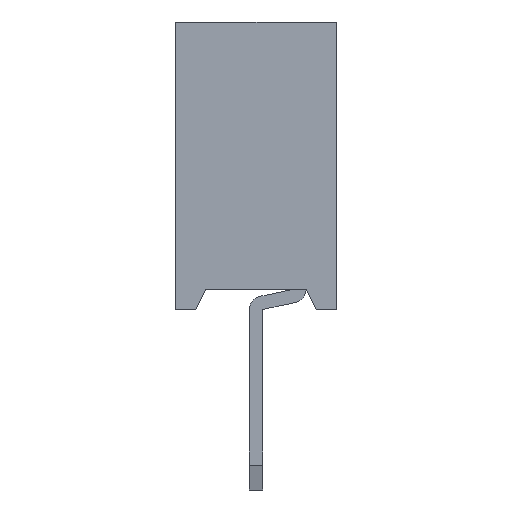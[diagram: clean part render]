
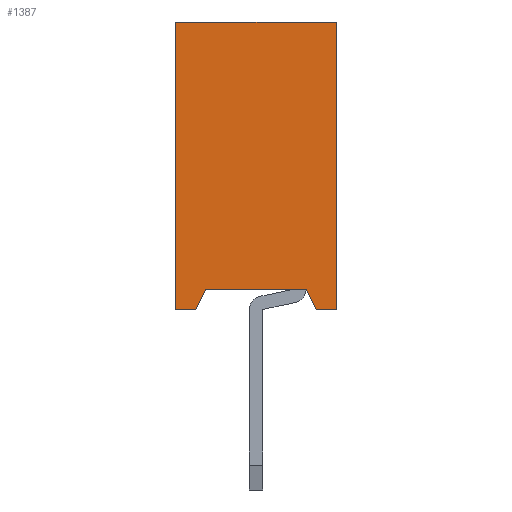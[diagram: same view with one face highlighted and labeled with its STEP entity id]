
A CAD part, left-side view. The second image highlights one B-rep face of the part: STEP entity #1387.
In plain terms, the highlighted planar face has unit normal (-1, 0, 0).
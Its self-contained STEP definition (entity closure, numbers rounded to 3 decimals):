
#1387=ADVANCED_FACE('',(#9422),#9424,.T.);
#9422=FACE_BOUND('',#9423,.T.);
#9423=EDGE_LOOP('',(#15443,#15444,#15445,#15446,#15447,#15448,#15449,#15450));
#9424=PLANE('',#9425);
#9425=AXIS2_PLACEMENT_3D('',#9426,#9427,#9428);
#9426=CARTESIAN_POINT('',(-1.,1.2,0.));
#9427=DIRECTION('',(-1.,0.,0.));
#9428=DIRECTION('',(0.,-1.,0.));
#15443=ORIENTED_EDGE('',*,*,#20018,.T.);
#15444=ORIENTED_EDGE('',*,*,#19783,.T.);
#15445=ORIENTED_EDGE('',*,*,#20019,.T.);
#15446=ORIENTED_EDGE('',*,*,#20020,.T.);
#15447=ORIENTED_EDGE('',*,*,#20021,.T.);
#15448=ORIENTED_EDGE('',*,*,#20022,.F.);
#15449=ORIENTED_EDGE('',*,*,#20023,.F.);
#15450=ORIENTED_EDGE('',*,*,#19991,.T.);
#19783=EDGE_CURVE('',#22247,#22245,#22248,.T.);
#19991=EDGE_CURVE('',#22647,#22645,#22648,.T.);
#20018=EDGE_CURVE('',#22645,#22247,#22681,.F.);
#20019=EDGE_CURVE('',#22245,#22682,#22683,.F.);
#20020=EDGE_CURVE('',#22682,#22684,#22685,.T.);
#20021=EDGE_CURVE('',#22684,#22686,#22687,.T.);
#20022=EDGE_CURVE('',#22688,#22686,#22689,.T.);
#20023=EDGE_CURVE('',#22647,#22688,#22690,.T.);
#22245=VERTEX_POINT('',#26358);
#22247=VERTEX_POINT('',#26362);
#22248=LINE('',#26363,#26364);
#22645=VERTEX_POINT('',#27174);
#22647=VERTEX_POINT('',#27178);
#22648=LINE('',#27179,#27180);
#22681=LINE('',#27266,#27267);
#22682=VERTEX_POINT('',#27269);
#22683=LINE('',#27270,#27271);
#22684=VERTEX_POINT('',#27273);
#22685=LINE('',#27274,#27275);
#22686=VERTEX_POINT('',#27277);
#22687=LINE('',#27278,#27279);
#22688=VERTEX_POINT('',#27281);
#22689=LINE('',#27282,#27283);
#22690=LINE('',#27285,#27286);
#26358=CARTESIAN_POINT('',(-1.,-0.75,0.3));
#26362=CARTESIAN_POINT('',(-1.,0.75,0.3));
#26363=CARTESIAN_POINT('',(-1.,0.75,0.3));
#26364=VECTOR('',#26365,1.);
#26365=DIRECTION('',(0.,-1.,0.));
#27174=CARTESIAN_POINT('',(-1.,0.9,0.));
#27178=CARTESIAN_POINT('',(-1.,1.2,0.));
#27179=CARTESIAN_POINT('',(-1.,1.2,0.));
#27180=VECTOR('',#27181,1.);
#27181=DIRECTION('',(0.,-1.,0.));
#27266=CARTESIAN_POINT('',(-1.,0.75,0.3));
#27267=VECTOR('',#27268,1.);
#27268=DIRECTION('',(0.,0.447,-0.894));
#27269=CARTESIAN_POINT('',(-1.,-0.9,0.));
#27270=CARTESIAN_POINT('',(-1.,-0.9,0.));
#27271=VECTOR('',#27272,1.);
#27272=DIRECTION('',(0.,0.447,0.894));
#27273=CARTESIAN_POINT('',(-1.,-1.2,0.));
#27274=CARTESIAN_POINT('',(-1.,-0.9,0.));
#27275=VECTOR('',#27276,1.);
#27276=DIRECTION('',(0.,-1.,0.));
#27277=CARTESIAN_POINT('',(-1.,-1.2,4.3));
#27278=CARTESIAN_POINT('',(-1.,-1.2,0.));
#27279=VECTOR('',#27280,1.);
#27280=DIRECTION('',(0.,0.,1.));
#27281=CARTESIAN_POINT('',(-1.,1.2,4.3));
#27282=CARTESIAN_POINT('',(-1.,1.2,4.3));
#27283=VECTOR('',#27284,1.);
#27284=DIRECTION('',(0.,-1.,0.));
#27285=CARTESIAN_POINT('',(-1.,1.2,0.));
#27286=VECTOR('',#27287,1.);
#27287=DIRECTION('',(0.,0.,1.));
